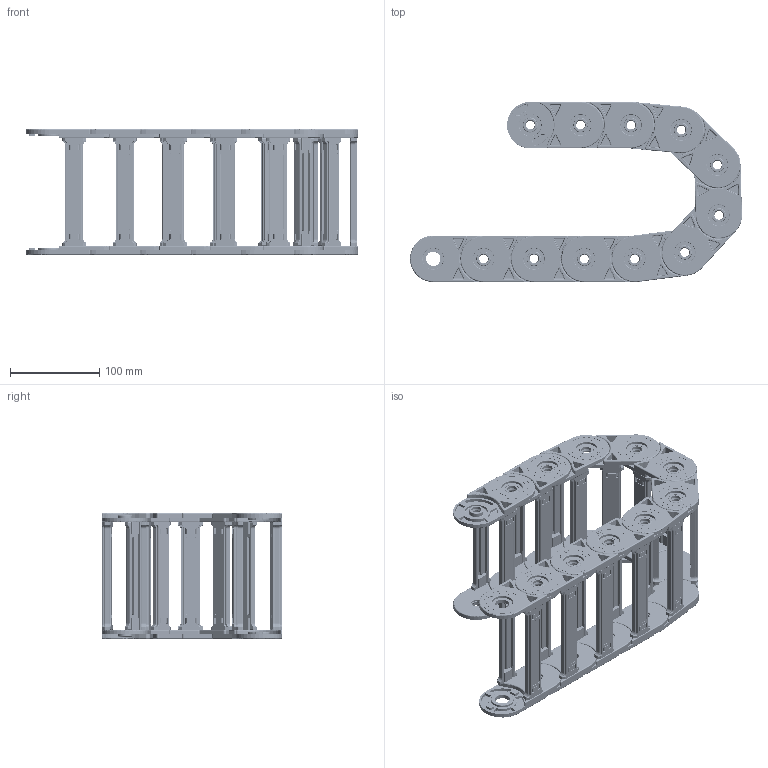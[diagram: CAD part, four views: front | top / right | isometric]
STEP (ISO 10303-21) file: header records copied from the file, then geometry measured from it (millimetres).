
FILE_DESCRIPTION (( 'STEP AP214' ), '1' );
FILE_NAME ('CK35-A120-R075.STEP', '2019-09-10T05:30:36', ( '' ), ( '' ), 'SwSTEP 2.0', 'SolidWorks 2017', '' );
FILE_SCHEMA (( 'AUTOMOTIVE_DESIGN' ));
Length unit declared in the file: millimetre
Products named in the file (2): CK35-A120; CK35-A120-R075
Assembly tree (11 placements, depth 2):
  CK35-A120-R075
    CK35-A120  x11
Bounding box: 372.28 x 202.02 x 141.41 mm (x, y, z)
Volume: 722403.7 mm3; surface area: 590332.7 mm2
Topology: 44 solids, 44 shells, 11572 faces, 28644 edges, 17424 vertices
Faces by surface type: cylinder 4268, plane 3784, torus 1628, bspline 1232, cone 352, sphere 308
Entity records: 47691 total; most frequent: CARTESIAN_POINT 23580, ORIENTED_EDGE 5136, DIRECTION 4838, EDGE_CURVE 2568, AXIS2_PLACEMENT_3D 1788, VERTEX_POINT 1584, VECTOR 1262, LINE 1262
